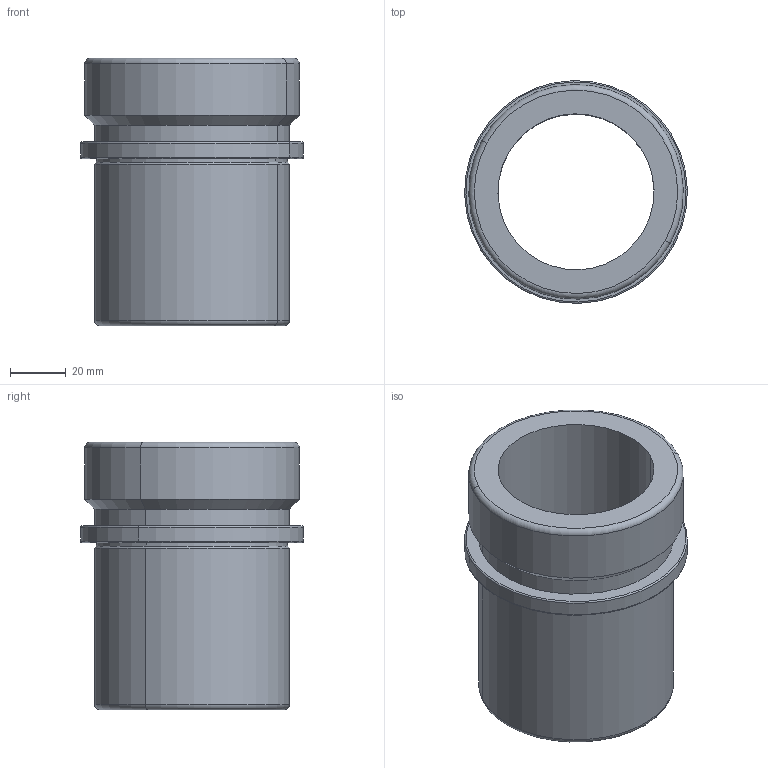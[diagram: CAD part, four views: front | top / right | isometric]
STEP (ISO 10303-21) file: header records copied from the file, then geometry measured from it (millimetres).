
FILE_DESCRIPTION(('CATIA V5 STEP Exchange'),'2;1');
FILE_NAME('RDBA300L.4896.stp','2017-03-24T21:56:08+00:00',('none'),('none'),'CATIA Version 5 Release 19 GA (IN-10)','CATIA V5 STEP AP203','none');
FILE_SCHEMA(('CONFIG_CONTROL_DESIGN'));
Length unit declared in the file: millimetre
Products named in the file (1): RDBA300L.4896
Bounding box: 79.98 x 79.98 x 96 mm (x, y, z)
Volume: 157360.4 mm3; surface area: 44648.7 mm2
Topology: 1 solids, 1 shells, 28 faces, 61 edges, 42 vertices
Faces by surface type: cylinder 12, torus 8, cone 4, plane 4
Entity records: 741 total; most frequent: CARTESIAN_POINT 124, ORIENTED_EDGE 112, DIRECTION 99, AXIS2_PLACEMENT_3D 62, EDGE_CURVE 56, CIRCLE 42, EDGE_LOOP 32, VERTEX_POINT 32
